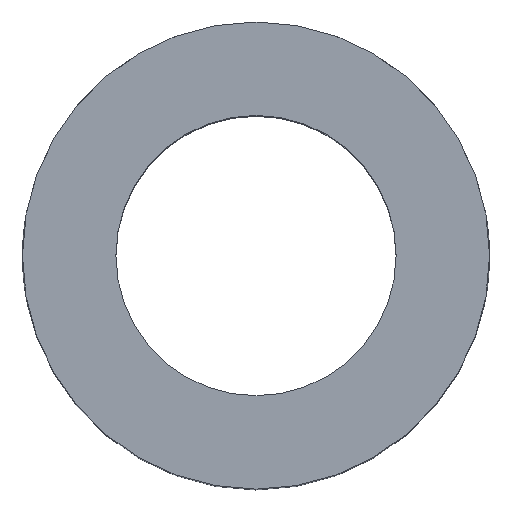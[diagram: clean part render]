
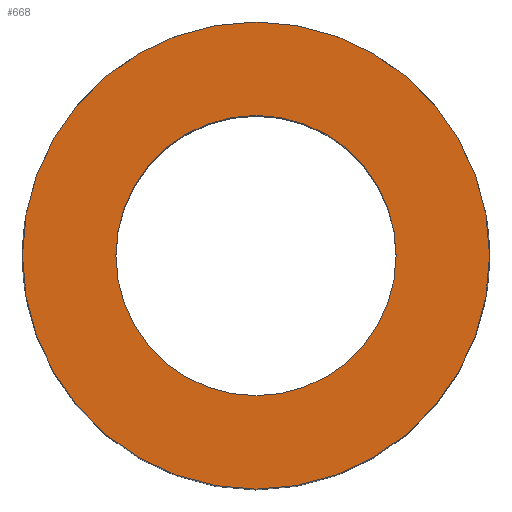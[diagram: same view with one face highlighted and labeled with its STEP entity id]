
A CAD part, top view. The second image highlights one B-rep face of the part: STEP entity #668.
In plain terms, the highlighted planar face has unit normal (0, 0, 1).
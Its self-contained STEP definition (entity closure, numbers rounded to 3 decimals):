
#3 = EDGE_CURVE ( 'NONE', #666, #444, #188, .T. ) ;
#4 = CARTESIAN_POINT ( 'NONE',  ( 25., 5.254, 0. ) ) ;
#37 = AXIS2_PLACEMENT_3D ( 'NONE', #742, #359, #660 ) ;
#74 = EDGE_LOOP ( 'NONE', ( #214, #204 ) ) ;
#95 = CIRCLE ( 'NONE', #368, 25. ) ;
#109 = DIRECTION ( 'NONE',  ( 1., 0., 0. ) ) ;
#135 = EDGE_LOOP ( 'NONE', ( #325, #257 ) ) ;
#155 = AXIS2_PLACEMENT_3D ( 'NONE', #386, #319, #206 ) ;
#167 = FACE_BOUND ( 'NONE', #74, .T. ) ;
#188 = CIRCLE ( 'NONE', #155, 25. ) ;
#204 = ORIENTED_EDGE ( 'NONE', *, *, #205, .F. ) ;
#205 = EDGE_CURVE ( 'NONE', #731, #385, #535, .T. ) ;
#206 = DIRECTION ( 'NONE',  ( 1., 0., 0. ) ) ;
#214 = ORIENTED_EDGE ( 'NONE', *, *, #499, .F. ) ;
#220 = CIRCLE ( 'NONE', #634, 15. ) ;
#222 = CARTESIAN_POINT ( 'NONE',  ( 0., 5.254, 0. ) ) ;
#227 = PLANE ( 'NONE',  #293 ) ;
#257 = ORIENTED_EDGE ( 'NONE', *, *, #3, .T. ) ;
#287 = CARTESIAN_POINT ( 'NONE',  ( 0., 5.254, 0. ) ) ;
#293 = AXIS2_PLACEMENT_3D ( 'NONE', #222, #464, #459 ) ;
#296 = DIRECTION ( 'NONE',  ( 1., 0., 0. ) ) ;
#319 = DIRECTION ( 'NONE',  ( 0., 0., 1. ) ) ;
#325 = ORIENTED_EDGE ( 'NONE', *, *, #684, .T. ) ;
#340 = CARTESIAN_POINT ( 'NONE',  ( 0., 5.254, 0. ) ) ;
#359 = DIRECTION ( 'NONE',  ( 0., 0., 1. ) ) ;
#368 = AXIS2_PLACEMENT_3D ( 'NONE', #340, #581, #296 ) ;
#385 = VERTEX_POINT ( 'NONE', #754 ) ;
#386 = CARTESIAN_POINT ( 'NONE',  ( 0., 5.254, 0. ) ) ;
#444 = VERTEX_POINT ( 'NONE', #4 ) ;
#459 = DIRECTION ( 'NONE',  ( 1., 0., 0. ) ) ;
#464 = DIRECTION ( 'NONE',  ( 0., 0., 1. ) ) ;
#499 = EDGE_CURVE ( 'NONE', #385, #731, #220, .T. ) ;
#524 = FACE_OUTER_BOUND ( 'NONE', #135, .T. ) ;
#535 = CIRCLE ( 'NONE', #37, 15. ) ;
#581 = DIRECTION ( 'NONE',  ( 0., 0., 1. ) ) ;
#634 = AXIS2_PLACEMENT_3D ( 'NONE', #287, #643, #109 ) ;
#643 = DIRECTION ( 'NONE',  ( 0., 0., 1. ) ) ;
#660 = DIRECTION ( 'NONE',  ( 1., 0., 0. ) ) ;
#666 = VERTEX_POINT ( 'NONE', #759 ) ;
#668 = ADVANCED_FACE ( 'NONE', ( #167, #524 ), #227, .T. ) ;
#684 = EDGE_CURVE ( 'NONE', #444, #666, #95, .T. ) ;
#731 = VERTEX_POINT ( 'NONE', #770 ) ;
#742 = CARTESIAN_POINT ( 'NONE',  ( 0., 5.254, 0. ) ) ;
#754 = CARTESIAN_POINT ( 'NONE',  ( 15., 5.254, 0. ) ) ;
#759 = CARTESIAN_POINT ( 'NONE',  ( -25., 5.254, 0. ) ) ;
#770 = CARTESIAN_POINT ( 'NONE',  ( -15., 5.254, 0. ) ) ;
